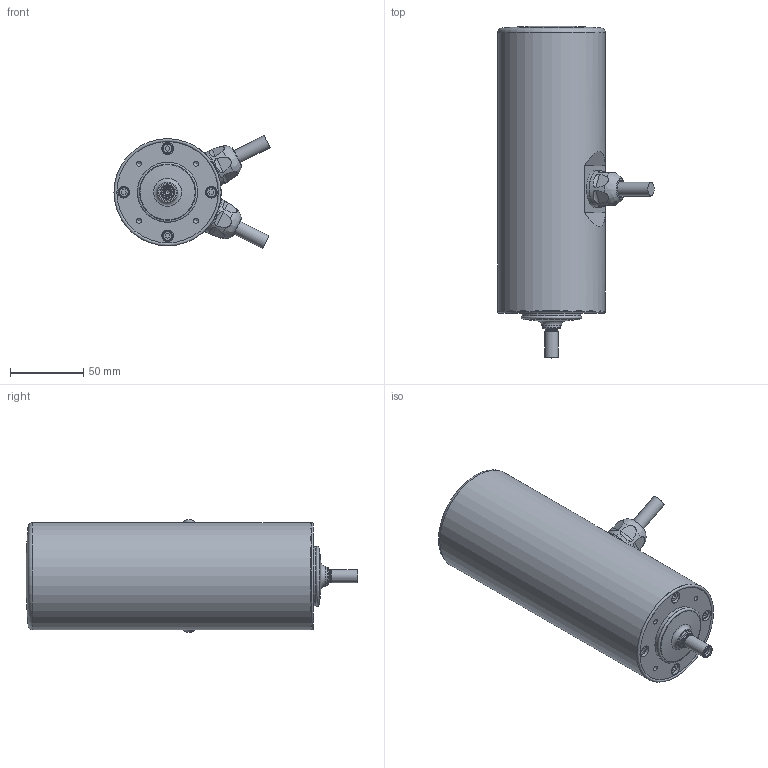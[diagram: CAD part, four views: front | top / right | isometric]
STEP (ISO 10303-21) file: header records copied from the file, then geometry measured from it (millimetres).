
FILE_DESCRIPTION(/* description */ (''),/* implementation_level */ '2;1');
FILE_NAME(/* name */ 'KSY162HD_MD_RQ-3.stp',/* time_stamp */ '2021-09-29T09:49:50+02:00',/* author */ (''),/* organization */ (''),/* preprocessor_version */ 'ST-DEVELOPER v16',/* originating_system */ 'SIEMENS PLM Software NX 10.0',/* authorisation */ '');
FILE_SCHEMA (('AUTOMOTIVE_DESIGN { 1 0 10303 214 3 1 1 1 }'));
Length unit declared in the file: millimetre
Products named in the file (4): 028068016; Leitung D9_2; SK535309_96_0; KSY164E_HD_R4
Assembly tree (4 placements, depth 2):
  KSY164E_HD_R4
    SK535309_96_0
    Leitung D9_2
    028068016  x2
Bounding box: 106.3 x 226 x 76.93 mm (x, y, z)
Volume: 827870.9 mm3; surface area: 79883.1 mm2
Topology: 15 solids, 15 shells, 940 faces, 2473 edges, 1549 vertices
Faces by surface type: cylinder 354, torus 308, plane 150, bspline 77, cone 51
Full cylindrical faces by diameter (mm): 0.5 x180, 3.432 x5, 4.5 x1, 7 x4, 7.02 x2, 8 x4, 8.5 x1, 9 x1, 9.2 x1, 9.3 x2, 9.6 x1, 9.62 x2, 10 x1, 11 x2, 11.2 x2, 11.3 x4, 11.6 x2, 12 x1, 13 x2, 13.6 x1, 15.593 x8, 16 x10, 17 x2, 18.95 x2, 20 x2, 20.3 x2, 21.35 x2, 23.25 x2, 23.35 x2, 23.641 x2
Entity records: 21251 total; most frequent: CARTESIAN_POINT 10536, DIRECTION 1929, ORIENTED_EDGE 1660, EDGE_LOOP 919, AXIS2_PLACEMENT_3D 879, EDGE_CURVE 830, FACE_BOUND 778, VERTEX_POINT 670
